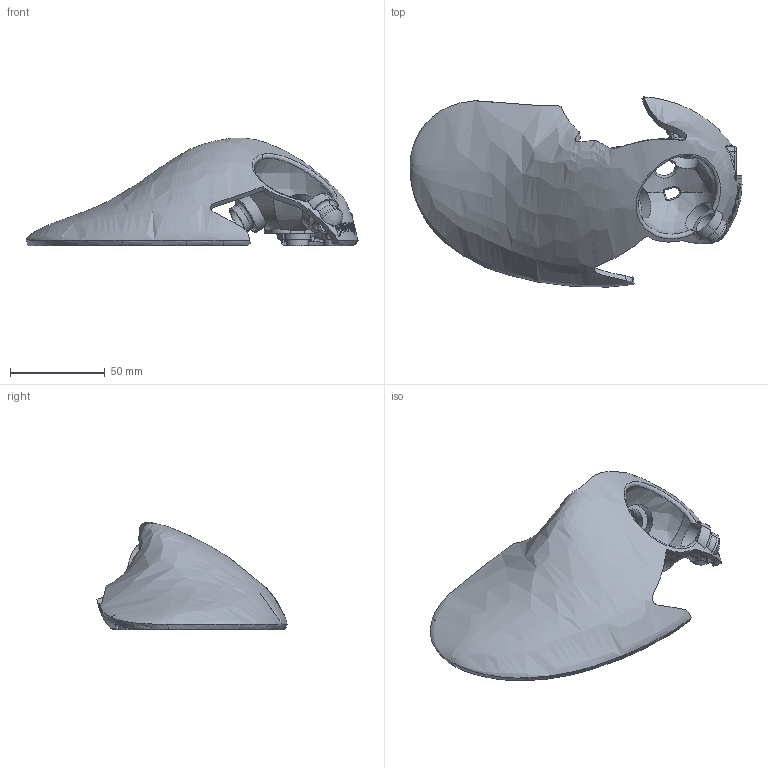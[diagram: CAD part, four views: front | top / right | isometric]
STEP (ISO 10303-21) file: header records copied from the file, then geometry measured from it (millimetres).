
FILE_DESCRIPTION(('FreeCAD Model'),'2;1');
FILE_NAME('Open CASCADE Shape Model','2021-01-30T13:54:53',('Author'),( ''),'Open CASCADE STEP processor 7.4','FreeCAD','Unknown');
FILE_SCHEMA(('AUTOMOTIVE_DESIGN { 1 0 10303 214 1 1 1 1 }'));
Products named in the file (1): CutBTUHolesFromTop
Bounding box: 175.3 x 100.44 x 56.96 mm (x, y, z)
Volume: 63505.7 mm3; surface area: 45994.1 mm2
Topology: 1 solids, 2 shells, 607 faces, 1648 edges, 1067 vertices
Faces by surface type: bspline 463, plane 107, cylinder 22, torus 7, revolution 6, sphere 2
Full cylindrical faces by diameter (mm): 12.8 x3, 15.2 x1, 18 x3, 20.4 x1
Entity records: 193714 total; most frequent: CARTESIAN_POINT 169764, B_SPLINE_CURVE_WITH_KNOTS 3777, ORIENTED_EDGE 3290, PCURVE 3290, DEFINITIONAL_REPRESENTATION 3290, EDGE_CURVE 1645, SURFACE_CURVE 1636, DIRECTION 1226
